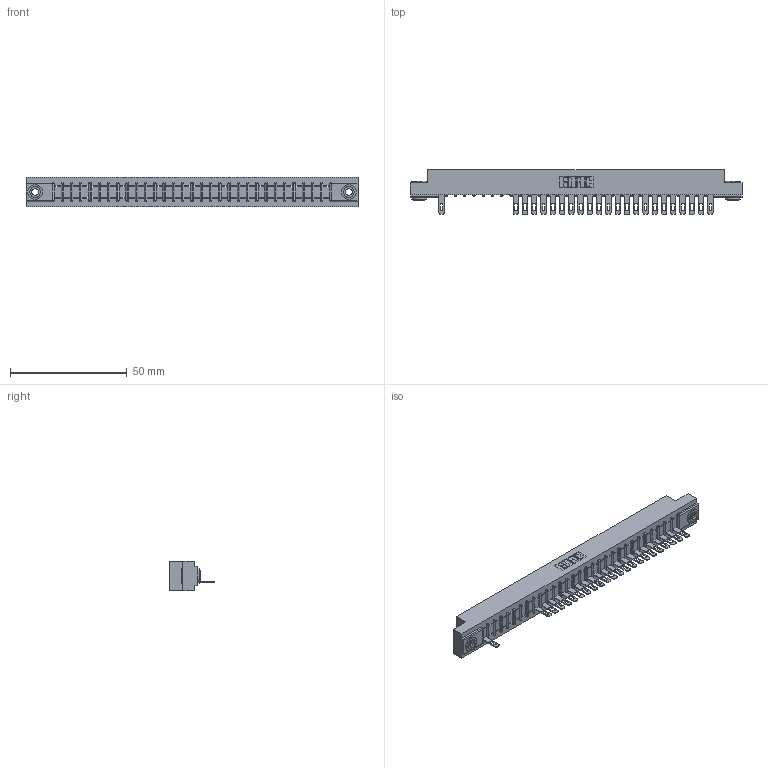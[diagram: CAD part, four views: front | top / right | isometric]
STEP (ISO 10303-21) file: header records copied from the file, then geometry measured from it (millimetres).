
FILE_DESCRIPTION (( 'STEP AP203' ), '1' );
FILE_NAME ('357-030-505-103.STEP', '2018-08-09T08:26:52', ( '' ), ( '' ), 'SwSTEP 2.0', 'SolidWorks 2016', '' );
FILE_SCHEMA (( 'CONFIG_CONTROL_DESIGN' ));
Length unit declared in the file: inch
Products named in the file (4): 307 Part_.156 Dia Mounting Holes; 307-290-001_505; 345-250-002_345-250-002-102; 357-030-505-103
Assembly tree (26 placements, depth 2):
  357-030-505-103
    307 Part_.156 Dia Mounting Holes
    307-290-001_505  x23
    345-250-002_345-250-002-102  x2
Bounding box: 141.88 x 19.18 x 12.7 mm (x, y, z)
Volume: 14591.9 mm3; surface area: 15089.9 mm2
Topology: 26 solids, 26 shells, 1629 faces, 4609 edges, 2954 vertices
Faces by surface type: plane 1006, cylinder 553, sphere 62, cone 8
Entity records: 28013 total; most frequent: CARTESIAN_POINT 4722, ORIENTED_EDGE 4706, DIRECTION 4609, EDGE_CURVE 2353, VECTOR 1791, LINE 1791, VERTEX_POINT 1522, AXIS2_PLACEMENT_3D 1409
